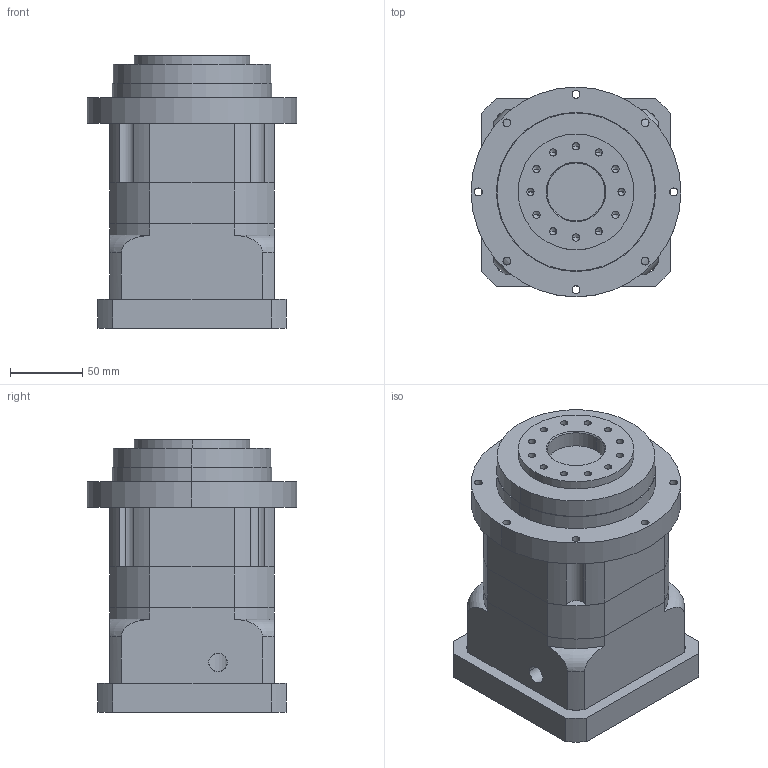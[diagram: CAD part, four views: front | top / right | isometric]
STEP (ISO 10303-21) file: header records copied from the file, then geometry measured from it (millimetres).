
FILE_DESCRIPTION (( 'STEP AP214' ), '1' );
FILE_NAME ('DF120-L2-XX-22-110-145-M8_2019.STEP', '2019-03-14T03:56:39', ( 'Y' ), ( 'NCU' ), 'SwSTEP 2.0', 'SolidWorks 2016', '' );
FILE_SCHEMA (( 'AUTOMOTIVE_DESIGN' ));
Length unit declared in the file: millimetre
Products named in the file (1): DF120-L2-XX-22-110-145-M8_2019
Bounding box: 145 x 145 x 188.5 mm (x, y, z)
Volume: 2123823.2 mm3; surface area: 247049.3 mm2
Topology: 4 solids, 16 shells, 427 faces, 986 edges, 614 vertices
Faces by surface type: cylinder 186, plane 171, cone 66, torus 4
Entity records: 13632 total; most frequent: CARTESIAN_POINT 2384, DIRECTION 2208, ORIENTED_EDGE 1908, EDGE_CURVE 954, AXIS2_PLACEMENT_3D 838, VERTEX_POINT 614, LINE 532, VECTOR 532
